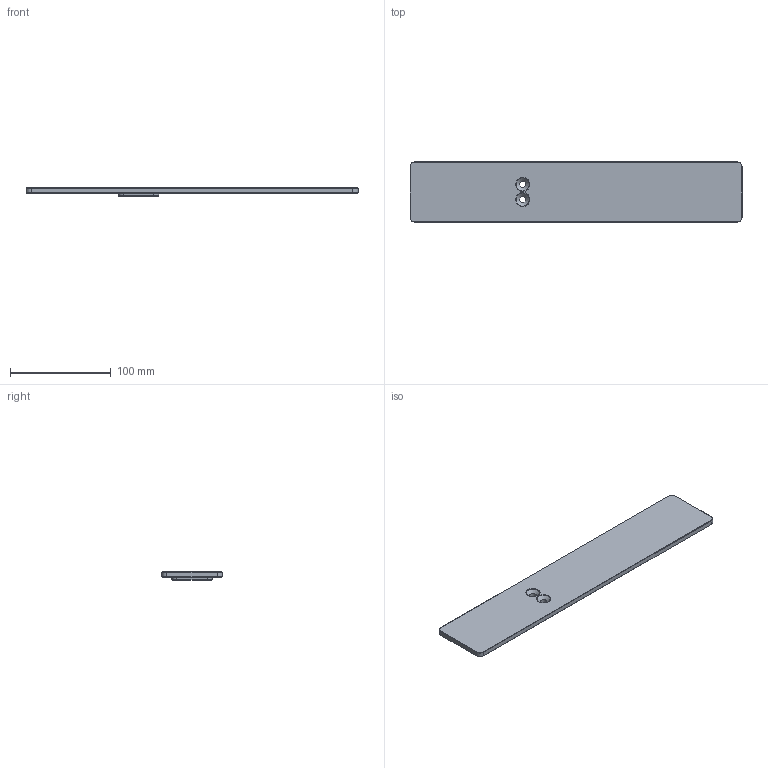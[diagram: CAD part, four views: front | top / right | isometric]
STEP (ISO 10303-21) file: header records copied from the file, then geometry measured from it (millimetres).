
FILE_DESCRIPTION(('FreeCAD Model'),'2;1');
FILE_NAME('auflage-slim.stp','2021-01-13T18:18:02',('Author'),(''), 'Open CASCADE STEP processor 7.5','FreeCAD','Unknown');
FILE_SCHEMA(('AUTOMOTIVE_DESIGN { 1 0 10303 214 1 1 1 1 }'));
Length unit declared in the file: millimetre
Products named in the file (1): Body
Bounding box: 330 x 60 x 8 mm (x, y, z)
Volume: 102672.7 mm3; surface area: 43673.2 mm2
Topology: 1 solids, 1 shells, 61 faces, 134 edges, 76 vertices
Faces by surface type: plane 27, cone 24, cylinder 10
Full cylindrical faces by diameter (mm): 6.6 x2
Entity records: 3410 total; most frequent: DIRECTION 568, CARTESIAN_POINT 552, LINE 338, VECTOR 338, ORIENTED_EDGE 268, PCURVE 268, DEFINITIONAL_REPRESENTATION 268, EDGE_CURVE 134
